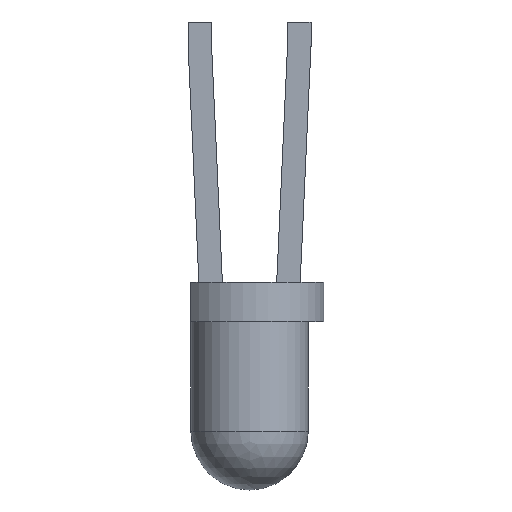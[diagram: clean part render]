
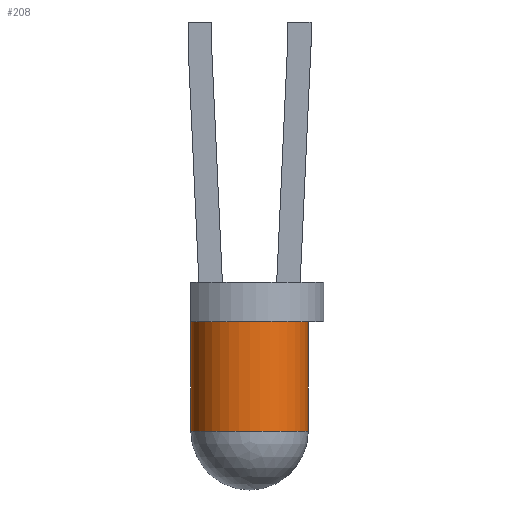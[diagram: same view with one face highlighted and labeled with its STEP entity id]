
A CAD part, top view. The second image highlights one B-rep face of the part: STEP entity #208.
In plain terms, the highlighted cylindrical face has radius 1.5 mm (diameter 3 mm), a full revolution.
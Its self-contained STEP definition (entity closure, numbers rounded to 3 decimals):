
#28=CARTESIAN_POINT('',(1.27,-6.35,10.));
#29=DIRECTION('',(0.,-1.,0.));
#30=DIRECTION('',(1.,0.,0.));
#43=AXIS2_PLACEMENT_3D('',#44,#29,#30);
#44=CARTESIAN_POINT('',(1.27,-7.35,10.));
#74=CARTESIAN_POINT('',(1.27,-6.35,11.5));
#91=VERTEX_POINT('',#92);
#92=CARTESIAN_POINT('',(-0.23,-7.35,10.));
#118=EDGE_CURVE('',#119,#91,#121,.T.);
#119=VERTEX_POINT('',#120);
#120=CARTESIAN_POINT('',(1.27,-7.35,11.5));
#121=CIRCLE('',#43,1.5);
#123=EDGE_CURVE('',#91,#124,#121,.T.);
#124=VERTEX_POINT('',#125);
#125=CARTESIAN_POINT('',(2.77,-7.35,10.));
#127=EDGE_CURVE('',#124,#119,#121,.T.);
#206=DIRECTION('',(0.,1.,0.));
#207=DIRECTION('',(0.,0.,1.));
#208=ADVANCED_FACE('',(#209),#228,.T.);
#209=FACE_BOUND('',#210,.F.);
#210=EDGE_LOOP('',(#211,#212,#213,#214,#221,#227));
#211=ORIENTED_EDGE('',*,*,#127,.F.);
#212=ORIENTED_EDGE('',*,*,#123,.F.);
#213=ORIENTED_EDGE('',*,*,#118,.F.);
#214=ORIENTED_EDGE('',*,*,#215,.T.);
#215=EDGE_CURVE('',#119,#216,#218,.T.);
#216=VERTEX_POINT('',#217);
#217=CARTESIAN_POINT('',(1.27,-10.15,11.5));
#218=LINE('',#74,#219);
#219=VECTOR('',#220,1.);
#220=DIRECTION('',(0.,-1.,0.));
#221=ORIENTED_EDGE('',*,*,#222,.F.);
#222=EDGE_CURVE('',#216,#216,#223,.T.);
#223=CIRCLE('',#224,1.5);
#224=AXIS2_PLACEMENT_3D('',#225,#206,#226);
#225=CARTESIAN_POINT('',(1.27,-10.15,10.));
#226=DIRECTION('',(0.,0.,1.));
#227=ORIENTED_EDGE('',*,*,#215,.F.);
#228=CYLINDRICAL_SURFACE('',#229,1.5);
#229=AXIS2_PLACEMENT_3D('',#28,#230,#207);
#230=DIRECTION('',(0.,-1.,0.));
